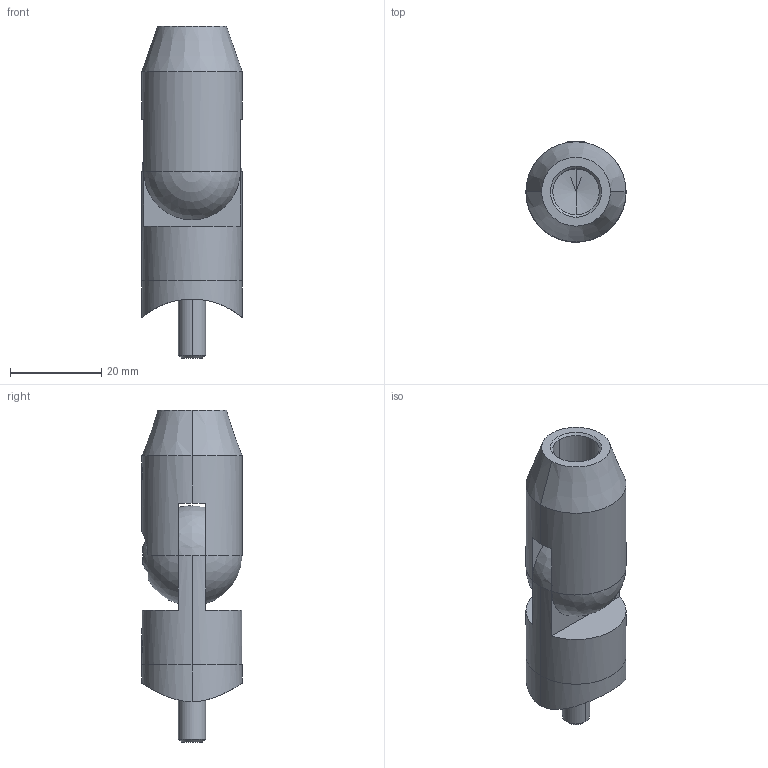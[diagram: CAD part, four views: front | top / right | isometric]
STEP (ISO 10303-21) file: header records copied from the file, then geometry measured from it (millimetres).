
FILE_DESCRIPTION (( 'STEP AP203' ), '1' );
FILE_NAME ('50440-240-10.step', '2020-09-29T08:23:09', ( '' ), ( '' ), 'SwSTEP 2.0', 'SolidWorks 2018', '' );
FILE_SCHEMA (( 'CONFIG_CONTROL_DESIGN' ));
Length unit declared in the file: millimetre
Products named in the file (16): DIN914; 50440-240-10; 5044X-240-XX Teil3; DIN913; DIN914_DIN 914 M5x5; DIN-7991 M3-M10; 5044X-240-XX Teil1_50440-240-10 Teil1; DIN 7380; 5044X-240-XX Teil2; DIN913_DIN 913 M5x6; 5044X-240-XX Teil3_50440-240-10 Teil3; DIN 7380_DIN 7380 M5x12; 5044X-240-XX Teil1; 5044X-240-XX Teil2_5044X-240-XX Teil2; DIN-7991 M3-M10_DIN7991 M6x25
Assembly tree (11 placements, depth 2):
  50440-240-10
    5044X-240-XX Teil1_50440-240-10 Teil1
    5044X-240-XX Teil2_5044X-240-XX Teil2
    5044X-240-XX Teil3_50440-240-10 Teil3
    DIN-7991 M3-M10_DIN7991 M6x25
    DIN914_DIN 914 M5x5
    DIN913_DIN 913 M5x6
    DIN 7380_DIN 7380 M5x12
  5044X-240-XX Teil3
  5044X-240-XX Teil2
  5044X-240-XX Teil1
  50440-240-10
    DIN-7991 M3-M10
    DIN914
    DIN913
    DIN 7380
Bounding box: 22 x 22 x 72.95 mm (x, y, z)
Volume: 18065 mm3; surface area: 10754.9 mm2
Topology: 7 solids, 7 shells, 403 faces, 1010 edges, 650 vertices
Faces by surface type: plane 179, bspline 98, cylinder 74, cone 45, sphere 5, torus 2
Entity records: 21465 total; most frequent: CARTESIAN_POINT 10908, ORIENTED_EDGE 1980, DIRECTION 1635, EDGE_CURVE 990, VERTEX_POINT 640, AXIS2_PLACEMENT_3D 568, VECTOR 499, LINE 499
